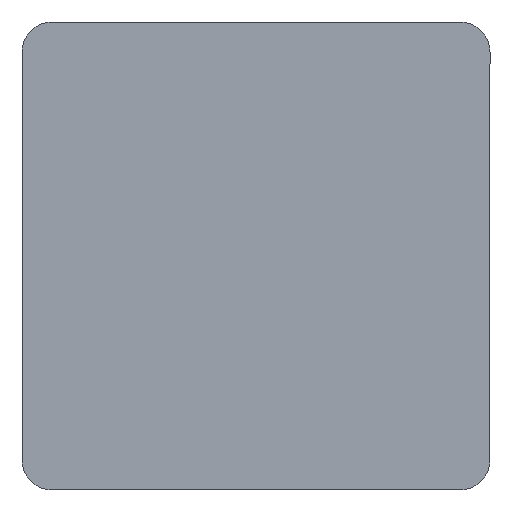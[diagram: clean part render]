
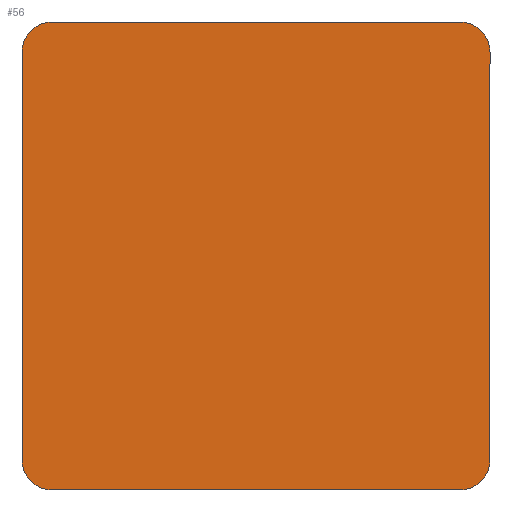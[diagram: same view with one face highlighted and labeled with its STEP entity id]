
A CAD part, top view. The second image highlights one B-rep face of the part: STEP entity #56.
In plain terms, the highlighted planar face has unit normal (0, 0, 1).
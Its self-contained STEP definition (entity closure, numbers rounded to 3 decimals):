
#39=CIRCLE('',#234,1.2);
#41=CIRCLE('',#239,1.2);
#43=CIRCLE('',#243,1.2);
#45=CIRCLE('',#246,1.2);
#56=ADVANCED_FACE('',(#72),#62,.T.);
#62=PLANE('',#250);
#72=FACE_OUTER_BOUND('',#82,.T.);
#82=EDGE_LOOP('',(#123,#124,#125,#126,#127,#128,#129,#130));
#123=ORIENTED_EDGE('',*,*,#158,.F.);
#124=ORIENTED_EDGE('',*,*,#167,.T.);
#125=ORIENTED_EDGE('',*,*,#164,.F.);
#126=ORIENTED_EDGE('',*,*,#169,.T.);
#127=ORIENTED_EDGE('',*,*,#154,.F.);
#128=ORIENTED_EDGE('',*,*,#151,.T.);
#129=ORIENTED_EDGE('',*,*,#148,.F.);
#130=ORIENTED_EDGE('',*,*,#161,.T.);
#132=VERTEX_POINT('',#376);
#133=VERTEX_POINT('',#378);
#135=VERTEX_POINT('',#384);
#137=VERTEX_POINT('',#390);
#140=VERTEX_POINT('',#397);
#141=VERTEX_POINT('',#399);
#144=VERTEX_POINT('',#409);
#145=VERTEX_POINT('',#411);
#148=EDGE_CURVE('',#132,#133,#172,.T.);
#151=EDGE_CURVE('',#135,#133,#39,.T.);
#154=EDGE_CURVE('',#135,#137,#176,.T.);
#158=EDGE_CURVE('',#140,#141,#180,.T.);
#161=EDGE_CURVE('',#132,#141,#41,.T.);
#164=EDGE_CURVE('',#144,#145,#184,.T.);
#167=EDGE_CURVE('',#140,#145,#43,.T.);
#169=EDGE_CURVE('',#144,#137,#45,.T.);
#172=LINE('',#377,#188);
#176=LINE('',#389,#192);
#180=LINE('',#398,#196);
#184=LINE('',#410,#200);
#188=VECTOR('',#258,1.);
#192=VECTOR('',#270,1.);
#196=VECTOR('',#276,1.);
#200=VECTOR('',#288,1.);
#234=AXIS2_PLACEMENT_3D('',#383,#263,#264);
#239=AXIS2_PLACEMENT_3D('',#404,#281,#282);
#243=AXIS2_PLACEMENT_3D('',#416,#293,#294);
#246=AXIS2_PLACEMENT_3D('',#419,#299,#300);
#250=AXIS2_PLACEMENT_3D('',#423,#307,#308);
#258=DIRECTION('',(0.,1.,0.));
#263=DIRECTION('',(0.,0.,1.));
#264=DIRECTION('',(1.,0.,0.));
#270=DIRECTION('',(1.,0.,0.));
#276=DIRECTION('',(-1.,0.,0.));
#281=DIRECTION('',(0.,0.,1.));
#282=DIRECTION('',(1.,0.,0.));
#288=DIRECTION('',(0.,-1.,0.));
#293=DIRECTION('',(0.,0.,1.));
#294=DIRECTION('',(1.,0.,0.));
#299=DIRECTION('',(0.,0.,1.));
#300=DIRECTION('',(1.,0.,0.));
#307=DIRECTION('',(0.,0.,1.));
#308=DIRECTION('',(1.,0.,0.));
#376=CARTESIAN_POINT('',(-9.305,-8.105,0.));
#377=CARTESIAN_POINT('',(-9.305,-16.,0.));
#378=CARTESIAN_POINT('',(-9.305,8.105,0.));
#383=CARTESIAN_POINT('',(-8.105,8.105,0.));
#384=CARTESIAN_POINT('',(-8.105,9.305,0.));
#389=CARTESIAN_POINT('',(16.,9.305,0.));
#390=CARTESIAN_POINT('',(8.105,9.305,0.));
#397=CARTESIAN_POINT('',(8.105,-9.305,0.));
#398=CARTESIAN_POINT('',(16.,-9.305,0.));
#399=CARTESIAN_POINT('',(-8.105,-9.305,0.));
#404=CARTESIAN_POINT('',(-8.105,-8.105,0.));
#409=CARTESIAN_POINT('',(9.305,8.105,0.));
#410=CARTESIAN_POINT('',(9.305,16.,0.));
#411=CARTESIAN_POINT('',(9.305,-8.105,0.));
#416=CARTESIAN_POINT('',(8.105,-8.105,0.));
#419=CARTESIAN_POINT('',(8.105,8.105,0.));
#423=CARTESIAN_POINT('',(0.,0.,0.));
